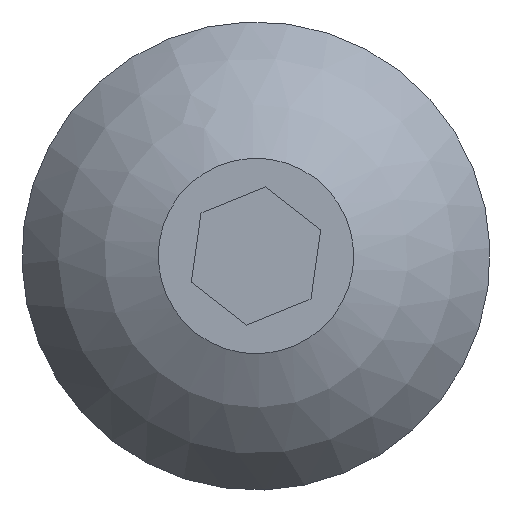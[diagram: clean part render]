
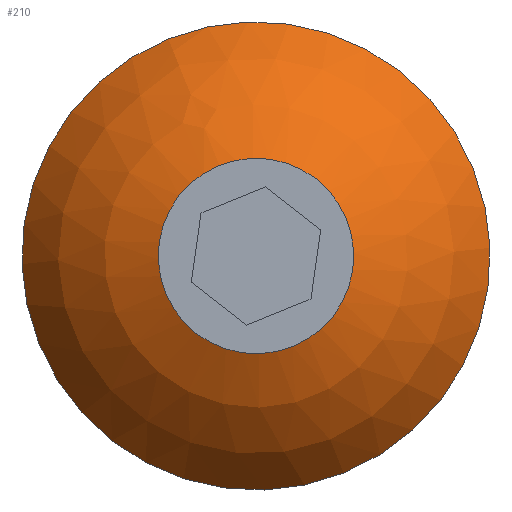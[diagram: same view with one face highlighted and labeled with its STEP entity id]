
A CAD part, left-side view. The second image highlights one B-rep face of the part: STEP entity #210.
In plain terms, the highlighted spherical face has radius 3.848 mm.
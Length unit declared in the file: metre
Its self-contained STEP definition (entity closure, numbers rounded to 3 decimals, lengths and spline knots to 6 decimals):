
#57=SPHERICAL_SURFACE('',#242,0.003848);
#75=ORIENTED_EDGE('',*,*,#119,.T.);
#76=ORIENTED_EDGE('',*,*,#121,.F.);
#119=EDGE_CURVE('',#143,#143,#161,.T.);
#121=EDGE_CURVE('',#145,#145,#163,.T.);
#143=VERTEX_POINT('',#324);
#145=VERTEX_POINT('',#330);
#161=CIRCLE('',#239,0.003327);
#163=CIRCLE('',#243,0.001389);
#171=EDGE_LOOP('',(#75));
#172=EDGE_LOOP('',(#76));
#191=FACE_BOUND('',#171,.T.);
#192=FACE_BOUND('',#172,.T.);
#210=ADVANCED_FACE('',(#191,#192),#57,.T.);
#239=AXIS2_PLACEMENT_3D('',#323,#267,#268);
#242=AXIS2_PLACEMENT_3D('',#328,#273,#274);
#243=AXIS2_PLACEMENT_3D('',#329,#275,#276);
#267=DIRECTION('',(-1.,0.,0.));
#268=DIRECTION('',(0.,0.375,0.927));
#273=DIRECTION('',(1.,0.,0.));
#274=DIRECTION('',(0.,0.375,0.927));
#275=DIRECTION('',(-1.,0.,0.));
#276=DIRECTION('',(0.,0.375,0.927));
#323=CARTESIAN_POINT('',(-0.011672,0.935474,-0.046622));
#324=CARTESIAN_POINT('',(-0.011672,0.936721,-0.043537));
#328=CARTESIAN_POINT('',(-0.009739,0.935474,-0.046622));
#329=CARTESIAN_POINT('',(-0.013327,0.935474,-0.046622));
#330=CARTESIAN_POINT('',(-0.013327,0.935995,-0.045334));
